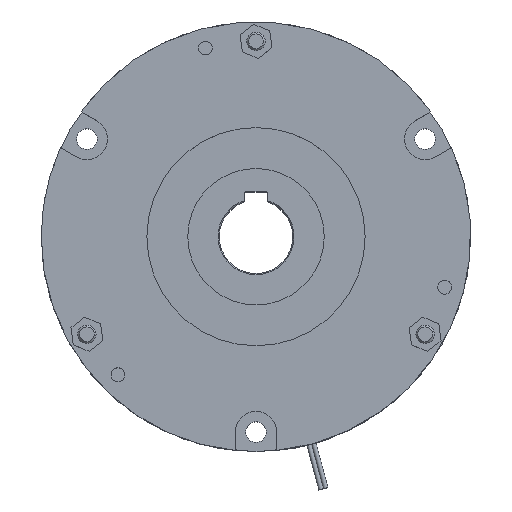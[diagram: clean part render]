
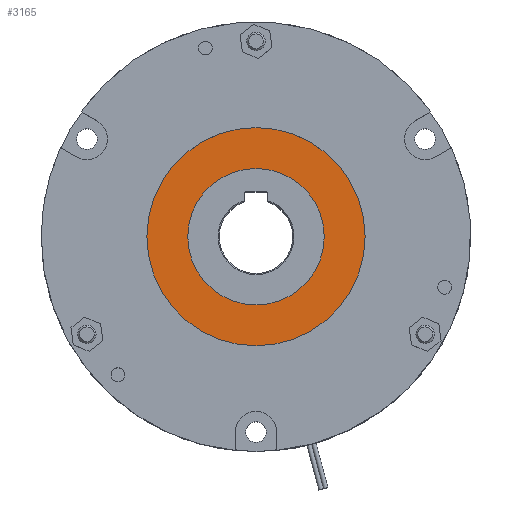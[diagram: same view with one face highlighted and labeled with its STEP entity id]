
A CAD part, top view. The second image highlights one B-rep face of the part: STEP entity #3165.
In plain terms, the highlighted planar face has unit normal (0, 0, 1).
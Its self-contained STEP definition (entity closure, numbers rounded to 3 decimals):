
#597 = EDGE_CURVE ( 'NONE', #633, #642, #1979, .T. ) ;
#633 = VERTEX_POINT ( 'NONE', #2056 ) ;
#642 = VERTEX_POINT ( 'NONE', #2058 ) ;
#701 = VERTEX_POINT ( 'NONE', #4668 ) ;
#752 = EDGE_CURVE ( 'NONE', #701, #753, #4751, .T. ) ;
#753 = VERTEX_POINT ( 'NONE', #4748 ) ;
#764 = EDGE_CURVE ( 'NONE', #753, #701, #4766, .T. ) ;
#1976 = CARTESIAN_POINT ( 'NONE',  ( 0., 0., 60.6 ) ) ;
#1979 = CIRCLE ( 'NONE', #1982, 47.5 ) ;
#1980 = DIRECTION ( 'NONE',  ( 0., 0., 1. ) ) ;
#1981 = DIRECTION ( 'NONE',  ( 1., 0., 0. ) ) ;
#1982 = AXIS2_PLACEMENT_3D ( 'NONE', #1976, #1980, #1981 ) ;
#2056 = CARTESIAN_POINT ( 'NONE',  ( -47.5, 0., 60.6 ) ) ;
#2058 = CARTESIAN_POINT ( 'NONE',  ( 47.5, 0., 60.6 ) ) ;
#3165 = ADVANCED_FACE ( 'NONE', ( #5942, #5941 ), #5937, .T. ) ;
#3166 = EDGE_CURVE ( 'NONE', #642, #633, #5930, .T. ) ;
#3192 = EDGE_LOOP ( 'NONE', ( #3193, #3194 ) ) ;
#3193 = ORIENTED_EDGE ( 'NONE', *, *, #3166, .T. ) ;
#3194 = ORIENTED_EDGE ( 'NONE', *, *, #597, .T. ) ;
#3211 = EDGE_LOOP ( 'NONE', ( #3228, #3303 ) ) ;
#3228 = ORIENTED_EDGE ( 'NONE', *, *, #764, .F. ) ;
#3303 = ORIENTED_EDGE ( 'NONE', *, *, #752, .F. ) ;
#4668 = CARTESIAN_POINT ( 'NONE',  ( 29.7, 0., 60.6 ) ) ;
#4744 = CARTESIAN_POINT ( 'NONE',  ( 0., 0., 60.6 ) ) ;
#4748 = CARTESIAN_POINT ( 'NONE',  ( -29.7, 0., 60.6 ) ) ;
#4751 = CIRCLE ( 'NONE', #4773, 29.7 ) ;
#4766 = CIRCLE ( 'NONE', #4769, 29.7 ) ;
#4769 = AXIS2_PLACEMENT_3D ( 'NONE', #4787, #4788, #4799 ) ;
#4773 = AXIS2_PLACEMENT_3D ( 'NONE', #4744, #4778, #4777 ) ;
#4777 = DIRECTION ( 'NONE',  ( 1., 0., 0. ) ) ;
#4778 = DIRECTION ( 'NONE',  ( 0., 0., 1. ) ) ;
#4787 = CARTESIAN_POINT ( 'NONE',  ( 0., 0., 60.6 ) ) ;
#4788 = DIRECTION ( 'NONE',  ( 0., 0., 1. ) ) ;
#4799 = DIRECTION ( 'NONE',  ( 1., 0., 0. ) ) ;
#5919 = CARTESIAN_POINT ( 'NONE',  ( 0., 0., 60.6 ) ) ;
#5920 = AXIS2_PLACEMENT_3D ( 'NONE', #5919, #5946, #5945 ) ;
#5930 = CIRCLE ( 'NONE', #5955, 47.5 ) ;
#5937 = PLANE ( 'NONE',  #5920 ) ;
#5941 = FACE_BOUND ( 'NONE', #3211, .T. ) ;
#5942 = FACE_OUTER_BOUND ( 'NONE', #3192, .T. ) ;
#5945 = DIRECTION ( 'NONE',  ( 1., 0., 0. ) ) ;
#5946 = DIRECTION ( 'NONE',  ( 0., 0., 1. ) ) ;
#5952 = DIRECTION ( 'NONE',  ( 1., 0., 0. ) ) ;
#5953 = DIRECTION ( 'NONE',  ( 0., 0., 1. ) ) ;
#5954 = CARTESIAN_POINT ( 'NONE',  ( 0., 0., 60.6 ) ) ;
#5955 = AXIS2_PLACEMENT_3D ( 'NONE', #5954, #5953, #5952 ) ;
